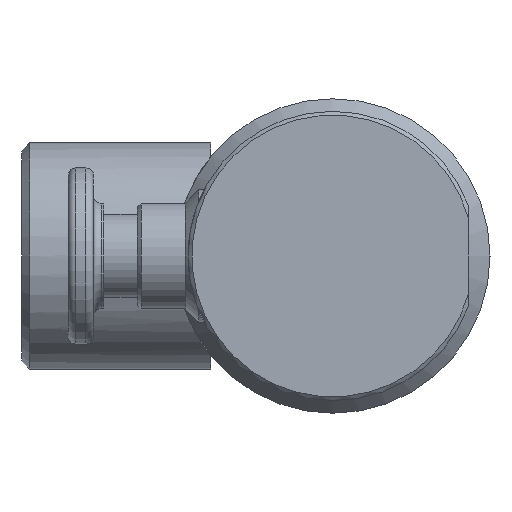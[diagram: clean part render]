
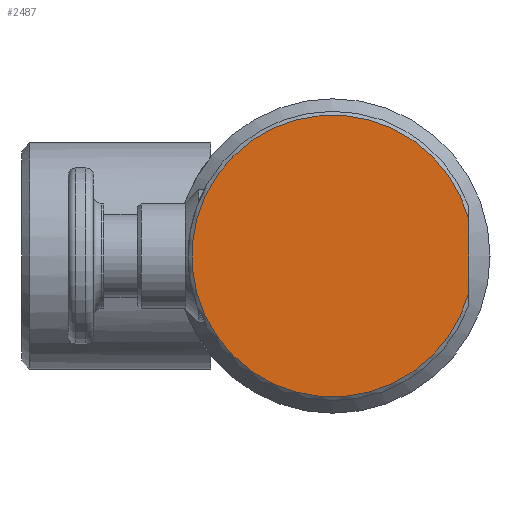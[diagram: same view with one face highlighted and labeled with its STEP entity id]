
A CAD part, left-side view. The second image highlights one B-rep face of the part: STEP entity #2487.
In plain terms, the highlighted planar face has unit normal (-1, 0, 0).
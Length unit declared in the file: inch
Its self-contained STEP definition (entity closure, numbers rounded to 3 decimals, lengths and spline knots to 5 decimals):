
#168=LINE('',#4218,#307);
#307=VECTOR('',#3155,0.3937);
#562=FACE_OUTER_BOUND('',#705,.T.);
#705=EDGE_LOOP('',(#2217,#2218));
#880=CIRCLE('',#2788,0.56);
#1048=VERTEX_POINT('',#4216);
#1049=VERTEX_POINT('',#4217);
#1356=EDGE_CURVE('',#1048,#1049,#168,.T.);
#1517=EDGE_CURVE('',#1048,#1049,#880,.T.);
#2217=ORIENTED_EDGE('',*,*,#1356,.T.);
#2218=ORIENTED_EDGE('',*,*,#1517,.F.);
#2370=PLANE('',#2787);
#2487=ADVANCED_FACE('',(#562),#2370,.T.);
#2787=AXIS2_PLACEMENT_3D('',#4621,#3484,#3485);
#2788=AXIS2_PLACEMENT_3D('',#4622,#3486,#3487);
#3155=DIRECTION('',(0.,0.,1.));
#3484=DIRECTION('center_axis',(-1.,0.,0.));
#3485=DIRECTION('ref_axis',(0.,0.,1.));
#3486=DIRECTION('center_axis',(1.,0.,0.));
#3487=DIRECTION('ref_axis',(0.,1.,0.));
#4216=CARTESIAN_POINT('',(0.,-0.54,-0.14832));
#4217=CARTESIAN_POINT('',(0.,-0.54,0.14832));
#4218=CARTESIAN_POINT('',(0.,-0.54,0.));
#4621=CARTESIAN_POINT('Origin',(0.,0.28,0.));
#4622=CARTESIAN_POINT('Origin',(0.,0.,0.));
